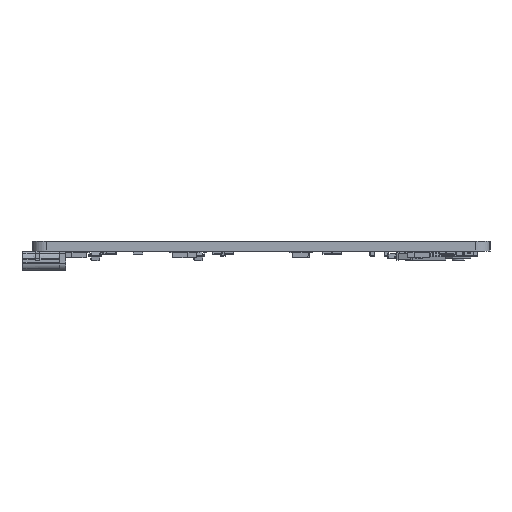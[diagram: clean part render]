
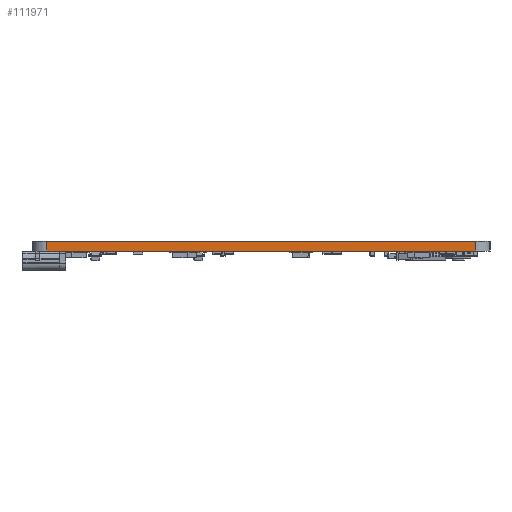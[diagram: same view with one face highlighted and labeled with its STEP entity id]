
A CAD part, left-side view. The second image highlights one B-rep face of the part: STEP entity #111971.
In plain terms, the highlighted planar face has unit normal (-1, 0, 0).
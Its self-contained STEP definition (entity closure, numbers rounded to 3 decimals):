
#111788 = CYLINDRICAL_SURFACE('',#111789,2.381);
#111789 = AXIS2_PLACEMENT_3D('',#111790,#111791,#111792);
#111790 = CARTESIAN_POINT('',(39.291,-51.792,0.));
#111791 = DIRECTION('',(0.,0.,-1.));
#111792 = DIRECTION('',(1.,0.,0.));
#111813 = VERTEX_POINT('',#111814);
#111814 = CARTESIAN_POINT('',(36.909,-51.792,1.6));
#111829 = PLANE('',#111830);
#111830 = AXIS2_PLACEMENT_3D('',#111831,#111832,#111833);
#111831 = CARTESIAN_POINT('',(158.353,-87.511,1.6));
#111832 = DIRECTION('',(0.,0.,1.));
#111833 = DIRECTION('',(1.,0.,0.));
#111841 = EDGE_CURVE('',#111842,#111813,#111844,.T.);
#111842 = VERTEX_POINT('',#111843);
#111843 = CARTESIAN_POINT('',(36.909,-51.792,0.));
#111844 = SURFACE_CURVE('',#111845,(#111849,#111856),.PCURVE_S1.);
#111845 = LINE('',#111846,#111847);
#111846 = CARTESIAN_POINT('',(36.909,-51.792,0.));
#111847 = VECTOR('',#111848,1.);
#111848 = DIRECTION('',(0.,0.,1.));
#111849 = PCURVE('',#111788,#111850);
#111850 = DEFINITIONAL_REPRESENTATION('',(#111851),#111855);
#111851 = LINE('',#111852,#111853);
#111852 = CARTESIAN_POINT('',(-3.142,0.));
#111853 = VECTOR('',#111854,1.);
#111854 = DIRECTION('',(0.,-1.));
#111855 = ( GEOMETRIC_REPRESENTATION_CONTEXT(2) 
PARAMETRIC_REPRESENTATION_CONTEXT() REPRESENTATION_CONTEXT('2D SPACE',''
  ) );
#111856 = PCURVE('',#111857,#111862);
#111857 = PLANE('',#111858);
#111858 = AXIS2_PLACEMENT_3D('',#111859,#111860,#111861);
#111859 = CARTESIAN_POINT('',(36.909,-51.792,0.));
#111860 = DIRECTION('',(1.,0.,0.));
#111861 = DIRECTION('',(0.,-1.,0.));
#111862 = DEFINITIONAL_REPRESENTATION('',(#111863),#111867);
#111863 = LINE('',#111864,#111865);
#111864 = CARTESIAN_POINT('',(0.,0.));
#111865 = VECTOR('',#111866,1.);
#111866 = DIRECTION('',(0.,-1.));
#111867 = ( GEOMETRIC_REPRESENTATION_CONTEXT(2) 
PARAMETRIC_REPRESENTATION_CONTEXT() REPRESENTATION_CONTEXT('2D SPACE',''
  ) );
#111884 = PLANE('',#111885);
#111885 = AXIS2_PLACEMENT_3D('',#111886,#111887,#111888);
#111886 = CARTESIAN_POINT('',(158.353,-87.511,0.));
#111887 = DIRECTION('',(0.,0.,1.));
#111888 = DIRECTION('',(1.,0.,0.));
#111971 = ADVANCED_FACE('',(#111972),#111857,.F.);
#111972 = FACE_BOUND('',#111973,.F.);
#111973 = EDGE_LOOP('',(#111974,#111975,#111998,#112026));
#111974 = ORIENTED_EDGE('',*,*,#111841,.T.);
#111975 = ORIENTED_EDGE('',*,*,#111976,.T.);
#111976 = EDGE_CURVE('',#111813,#111977,#111979,.T.);
#111977 = VERTEX_POINT('',#111978);
#111978 = CARTESIAN_POINT('',(36.909,-123.23,1.6));
#111979 = SURFACE_CURVE('',#111980,(#111984,#111991),.PCURVE_S1.);
#111980 = LINE('',#111981,#111982);
#111981 = CARTESIAN_POINT('',(36.909,-51.792,1.6));
#111982 = VECTOR('',#111983,1.);
#111983 = DIRECTION('',(0.,-1.,0.));
#111984 = PCURVE('',#111857,#111985);
#111985 = DEFINITIONAL_REPRESENTATION('',(#111986),#111990);
#111986 = LINE('',#111987,#111988);
#111987 = CARTESIAN_POINT('',(0.,-1.6));
#111988 = VECTOR('',#111989,1.);
#111989 = DIRECTION('',(1.,0.));
#111990 = ( GEOMETRIC_REPRESENTATION_CONTEXT(2) 
PARAMETRIC_REPRESENTATION_CONTEXT() REPRESENTATION_CONTEXT('2D SPACE',''
  ) );
#111991 = PCURVE('',#111829,#111992);
#111992 = DEFINITIONAL_REPRESENTATION('',(#111993),#111997);
#111993 = LINE('',#111994,#111995);
#111994 = CARTESIAN_POINT('',(-121.444,35.719));
#111995 = VECTOR('',#111996,1.);
#111996 = DIRECTION('',(0.,-1.));
#111997 = ( GEOMETRIC_REPRESENTATION_CONTEXT(2) 
PARAMETRIC_REPRESENTATION_CONTEXT() REPRESENTATION_CONTEXT('2D SPACE',''
  ) );
#111998 = ORIENTED_EDGE('',*,*,#111999,.F.);
#111999 = EDGE_CURVE('',#112000,#111977,#112002,.T.);
#112000 = VERTEX_POINT('',#112001);
#112001 = CARTESIAN_POINT('',(36.909,-123.23,0.));
#112002 = SURFACE_CURVE('',#112003,(#112007,#112014),.PCURVE_S1.);
#112003 = LINE('',#112004,#112005);
#112004 = CARTESIAN_POINT('',(36.909,-123.23,0.));
#112005 = VECTOR('',#112006,1.);
#112006 = DIRECTION('',(0.,0.,1.));
#112007 = PCURVE('',#111857,#112008);
#112008 = DEFINITIONAL_REPRESENTATION('',(#112009),#112013);
#112009 = LINE('',#112010,#112011);
#112010 = CARTESIAN_POINT('',(71.438,0.));
#112011 = VECTOR('',#112012,1.);
#112012 = DIRECTION('',(0.,-1.));
#112013 = ( GEOMETRIC_REPRESENTATION_CONTEXT(2) 
PARAMETRIC_REPRESENTATION_CONTEXT() REPRESENTATION_CONTEXT('2D SPACE',''
  ) );
#112014 = PCURVE('',#112015,#112020);
#112015 = CYLINDRICAL_SURFACE('',#112016,2.381);
#112016 = AXIS2_PLACEMENT_3D('',#112017,#112018,#112019);
#112017 = CARTESIAN_POINT('',(39.291,-123.23,0.));
#112018 = DIRECTION('',(0.,0.,-1.));
#112019 = DIRECTION('',(1.,0.,0.));
#112020 = DEFINITIONAL_REPRESENTATION('',(#112021),#112025);
#112021 = LINE('',#112022,#112023);
#112022 = CARTESIAN_POINT('',(-3.142,0.));
#112023 = VECTOR('',#112024,1.);
#112024 = DIRECTION('',(0.,-1.));
#112025 = ( GEOMETRIC_REPRESENTATION_CONTEXT(2) 
PARAMETRIC_REPRESENTATION_CONTEXT() REPRESENTATION_CONTEXT('2D SPACE',''
  ) );
#112026 = ORIENTED_EDGE('',*,*,#112027,.F.);
#112027 = EDGE_CURVE('',#111842,#112000,#112028,.T.);
#112028 = SURFACE_CURVE('',#112029,(#112033,#112040),.PCURVE_S1.);
#112029 = LINE('',#112030,#112031);
#112030 = CARTESIAN_POINT('',(36.909,-51.792,0.));
#112031 = VECTOR('',#112032,1.);
#112032 = DIRECTION('',(0.,-1.,0.));
#112033 = PCURVE('',#111857,#112034);
#112034 = DEFINITIONAL_REPRESENTATION('',(#112035),#112039);
#112035 = LINE('',#112036,#112037);
#112036 = CARTESIAN_POINT('',(0.,0.));
#112037 = VECTOR('',#112038,1.);
#112038 = DIRECTION('',(1.,0.));
#112039 = ( GEOMETRIC_REPRESENTATION_CONTEXT(2) 
PARAMETRIC_REPRESENTATION_CONTEXT() REPRESENTATION_CONTEXT('2D SPACE',''
  ) );
#112040 = PCURVE('',#111884,#112041);
#112041 = DEFINITIONAL_REPRESENTATION('',(#112042),#112046);
#112042 = LINE('',#112043,#112044);
#112043 = CARTESIAN_POINT('',(-121.444,35.719));
#112044 = VECTOR('',#112045,1.);
#112045 = DIRECTION('',(0.,-1.));
#112046 = ( GEOMETRIC_REPRESENTATION_CONTEXT(2) 
PARAMETRIC_REPRESENTATION_CONTEXT() REPRESENTATION_CONTEXT('2D SPACE',''
  ) );
